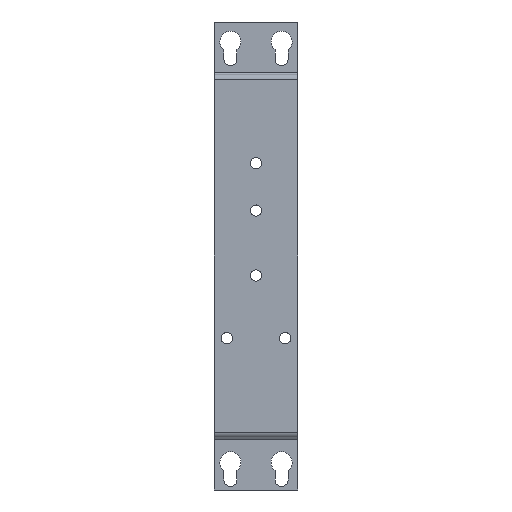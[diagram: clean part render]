
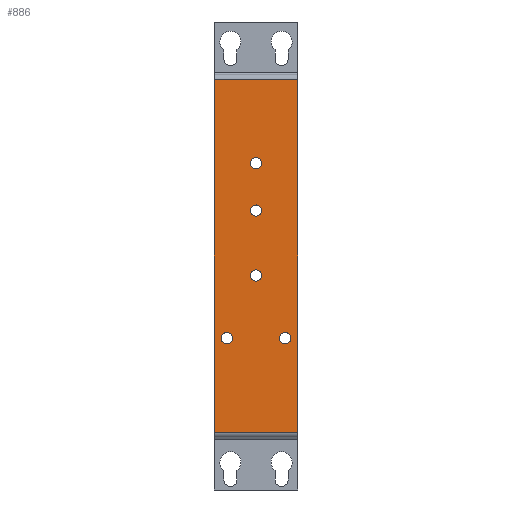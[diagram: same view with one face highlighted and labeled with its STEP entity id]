
A CAD part, front view. The second image highlights one B-rep face of the part: STEP entity #886.
In plain terms, the highlighted planar face has unit normal (0, -1, 0).
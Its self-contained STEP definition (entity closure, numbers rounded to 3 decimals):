
#13 = CARTESIAN_POINT ( 'NONE',  ( 0., 0., 28.605 ) ) ;
#36 = DIRECTION ( 'NONE',  ( 0., 0., 1. ) ) ;
#55 = DIRECTION ( 'NONE',  ( 0., -1., 0. ) ) ;
#62 = ORIENTED_EDGE ( 'NONE', *, *, #379, .F. ) ;
#81 = CARTESIAN_POINT ( 'NONE',  ( 0., 0., 12.245 ) ) ;
#103 = DIRECTION ( 'NONE',  ( 0., -1., 0. ) ) ;
#117 = DIRECTION ( 'NONE',  ( 0., -1., 0. ) ) ;
#139 = DIRECTION ( 'NONE',  ( 0., -1., 0. ) ) ;
#142 = EDGE_LOOP ( 'NONE', ( #1236, #678 ) ) ;
#162 = ORIENTED_EDGE ( 'NONE', *, *, #1217, .F. ) ;
#203 = DIRECTION ( 'NONE',  ( 0., 0., 1. ) ) ;
#224 = DIRECTION ( 'NONE',  ( 0., -1., 0. ) ) ;
#238 = DIRECTION ( 'NONE',  ( 0., 0., 1. ) ) ;
#246 = CARTESIAN_POINT ( 'NONE',  ( -9., 0., -25.395 ) ) ;
#254 = ORIENTED_EDGE ( 'NONE', *, *, #1689, .F. ) ;
#255 = EDGE_CURVE ( 'NONE', #984, #818, #1870, .T. ) ;
#266 = AXIS2_PLACEMENT_3D ( 'NONE', #303, #103, #2116 ) ;
#273 = VECTOR ( 'NONE', #203, 1000. ) ;
#279 = CARTESIAN_POINT ( 'NONE',  ( 12.9, 0., 54.415 ) ) ;
#294 = CARTESIAN_POINT ( 'NONE',  ( -12.9, 0., -54.415 ) ) ;
#303 = CARTESIAN_POINT ( 'NONE',  ( 0., 0., -6.005 ) ) ;
#320 = CARTESIAN_POINT ( 'NONE',  ( 0., 0., 13.995 ) ) ;
#331 = CIRCLE ( 'NONE', #266, 1.75 ) ;
#370 = DIRECTION ( 'NONE',  ( 0., 0., 1. ) ) ;
#379 = EDGE_CURVE ( 'NONE', #656, #1525, #1024, .T. ) ;
#401 = ORIENTED_EDGE ( 'NONE', *, *, #1073, .F. ) ;
#419 = CARTESIAN_POINT ( 'NONE',  ( 0., 0., 15.745 ) ) ;
#430 = CARTESIAN_POINT ( 'NONE',  ( 9., 0., -25.395 ) ) ;
#433 = CARTESIAN_POINT ( 'NONE',  ( 0., 0., -4.255 ) ) ;
#440 = CARTESIAN_POINT ( 'NONE',  ( -12.9, 0., 0. ) ) ;
#455 = EDGE_CURVE ( 'NONE', #663, #1646, #1165, .T. ) ;
#456 = DIRECTION ( 'NONE',  ( -1., 0., 0. ) ) ;
#474 = DIRECTION ( 'NONE',  ( 0., -1., 0. ) ) ;
#483 = DIRECTION ( 'NONE',  ( 0., 0., 1. ) ) ;
#525 = VECTOR ( 'NONE', #456, 1000. ) ;
#567 = DIRECTION ( 'NONE',  ( 1., 0., 0. ) ) ;
#584 = CARTESIAN_POINT ( 'NONE',  ( 0., 0., -6.005 ) ) ;
#594 = CARTESIAN_POINT ( 'NONE',  ( 9., 0., -23.645 ) ) ;
#606 = CARTESIAN_POINT ( 'NONE',  ( 12.9, 0., 0. ) ) ;
#649 = VECTOR ( 'NONE', #370, 1000. ) ;
#651 = CARTESIAN_POINT ( 'NONE',  ( 0., 0., -7.755 ) ) ;
#656 = VERTEX_POINT ( 'NONE', #664 ) ;
#663 = VERTEX_POINT ( 'NONE', #433 ) ;
#664 = CARTESIAN_POINT ( 'NONE',  ( -12.9, 0., 54.415 ) ) ;
#668 = LINE ( 'NONE', #440, #273 ) ;
#678 = ORIENTED_EDGE ( 'NONE', *, *, #1096, .F. ) ;
#680 = CIRCLE ( 'NONE', #716, 1.75 ) ;
#682 = CARTESIAN_POINT ( 'NONE',  ( 0., 0., -54.415 ) ) ;
#692 = ORIENTED_EDGE ( 'NONE', *, *, #1093, .F. ) ;
#709 = DIRECTION ( 'NONE',  ( 0., -1., 0. ) ) ;
#716 = AXIS2_PLACEMENT_3D ( 'NONE', #13, #2007, #1763 ) ;
#767 = CIRCLE ( 'NONE', #1195, 1.75 ) ;
#773 = CIRCLE ( 'NONE', #838, 1.75 ) ;
#798 = CARTESIAN_POINT ( 'NONE',  ( 0., 0., 54.415 ) ) ;
#818 = VERTEX_POINT ( 'NONE', #81 ) ;
#833 = CIRCLE ( 'NONE', #1221, 1.75 ) ;
#838 = AXIS2_PLACEMENT_3D ( 'NONE', #1776, #1538, #1307 ) ;
#839 = LINE ( 'NONE', #606, #649 ) ;
#886 = ADVANCED_FACE ( 'NONE', ( #1439, #1413, #1401, #1398, #1395, #1385 ), #1620, .F. ) ;
#917 = LINE ( 'NONE', #682, #525 ) ;
#919 = DIRECTION ( 'NONE',  ( 0., 0., 1. ) ) ;
#936 = CARTESIAN_POINT ( 'NONE',  ( -9., 0., -25.395 ) ) ;
#945 = CARTESIAN_POINT ( 'NONE',  ( 9., 0., -25.395 ) ) ;
#984 = VERTEX_POINT ( 'NONE', #419 ) ;
#1024 = LINE ( 'NONE', #798, #1765 ) ;
#1042 = ORIENTED_EDGE ( 'NONE', *, *, #2182, .F. ) ;
#1064 = EDGE_LOOP ( 'NONE', ( #401, #692 ) ) ;
#1073 = EDGE_CURVE ( 'NONE', #1669, #1233, #833, .T. ) ;
#1077 = EDGE_CURVE ( 'NONE', #2205, #1710, #767, .T. ) ;
#1093 = EDGE_CURVE ( 'NONE', #1233, #1669, #1464, .T. ) ;
#1096 = EDGE_CURVE ( 'NONE', #818, #984, #1822, .T. ) ;
#1105 = AXIS2_PLACEMENT_3D ( 'NONE', #936, #474, #238 ) ;
#1145 = DIRECTION ( 'NONE',  ( 0., 1., 0. ) ) ;
#1165 = CIRCLE ( 'NONE', #1690, 1.75 ) ;
#1169 = VERTEX_POINT ( 'NONE', #294 ) ;
#1173 = ORIENTED_EDGE ( 'NONE', *, *, #1941, .F. ) ;
#1180 = AXIS2_PLACEMENT_3D ( 'NONE', #430, #224, #36 ) ;
#1195 = AXIS2_PLACEMENT_3D ( 'NONE', #246, #55, #2070 ) ;
#1196 = AXIS2_PLACEMENT_3D ( 'NONE', #2044, #1800, #1560 ) ;
#1197 = EDGE_LOOP ( 'NONE', ( #162, #2114 ) ) ;
#1198 = CARTESIAN_POINT ( 'NONE',  ( 0., 0., 30.355 ) ) ;
#1217 = EDGE_CURVE ( 'NONE', #1710, #2205, #1650, .T. ) ;
#1221 = AXIS2_PLACEMENT_3D ( 'NONE', #945, #709, #483 ) ;
#1233 = VERTEX_POINT ( 'NONE', #1341 ) ;
#1236 = ORIENTED_EDGE ( 'NONE', *, *, #255, .F. ) ;
#1244 = ORIENTED_EDGE ( 'NONE', *, *, #455, .F. ) ;
#1307 = DIRECTION ( 'NONE',  ( 0., 0., 1. ) ) ;
#1341 = CARTESIAN_POINT ( 'NONE',  ( 9., 0., -27.145 ) ) ;
#1358 = EDGE_LOOP ( 'NONE', ( #2006, #1554 ) ) ;
#1376 = CARTESIAN_POINT ( 'NONE',  ( -12.9, 0., -54.415 ) ) ;
#1385 = FACE_OUTER_BOUND ( 'NONE', #1495, .T. ) ;
#1395 = FACE_BOUND ( 'NONE', #1358, .T. ) ;
#1398 = FACE_BOUND ( 'NONE', #142, .T. ) ;
#1400 = AXIS2_PLACEMENT_3D ( 'NONE', #1376, #1145, #919 ) ;
#1401 = FACE_BOUND ( 'NONE', #1973, .T. ) ;
#1406 = CARTESIAN_POINT ( 'NONE',  ( -9., 0., -23.645 ) ) ;
#1413 = FACE_BOUND ( 'NONE', #1064, .T. ) ;
#1429 = VERTEX_POINT ( 'NONE', #1843 ) ;
#1439 = FACE_BOUND ( 'NONE', #1197, .T. ) ;
#1464 = CIRCLE ( 'NONE', #1180, 1.75 ) ;
#1495 = EDGE_LOOP ( 'NONE', ( #1173, #1855, #62, #1042 ) ) ;
#1525 = VERTEX_POINT ( 'NONE', #279 ) ;
#1538 = DIRECTION ( 'NONE',  ( 0., -1., 0. ) ) ;
#1554 = ORIENTED_EDGE ( 'NONE', *, *, #1772, .F. ) ;
#1560 = DIRECTION ( 'NONE',  ( 0., 0., 1. ) ) ;
#1572 = CARTESIAN_POINT ( 'NONE',  ( 12.9, 0., -54.415 ) ) ;
#1620 = PLANE ( 'NONE',  #1400 ) ;
#1640 = VERTEX_POINT ( 'NONE', #1572 ) ;
#1646 = VERTEX_POINT ( 'NONE', #651 ) ;
#1650 = CIRCLE ( 'NONE', #1105, 1.75 ) ;
#1669 = VERTEX_POINT ( 'NONE', #594 ) ;
#1689 = EDGE_CURVE ( 'NONE', #1646, #663, #331, .T. ) ;
#1690 = AXIS2_PLACEMENT_3D ( 'NONE', #584, #139, #2155 ) ;
#1710 = VERTEX_POINT ( 'NONE', #1406 ) ;
#1763 = DIRECTION ( 'NONE',  ( 0., 0., 1. ) ) ;
#1765 = VECTOR ( 'NONE', #567, 1000. ) ;
#1772 = EDGE_CURVE ( 'NONE', #1429, #1919, #680, .T. ) ;
#1776 = CARTESIAN_POINT ( 'NONE',  ( 0., 0., 28.605 ) ) ;
#1778 = EDGE_CURVE ( 'NONE', #1640, #1525, #839, .T. ) ;
#1800 = DIRECTION ( 'NONE',  ( 0., -1., 0. ) ) ;
#1822 = CIRCLE ( 'NONE', #1196, 1.75 ) ;
#1843 = CARTESIAN_POINT ( 'NONE',  ( 0., 0., 26.855 ) ) ;
#1846 = EDGE_CURVE ( 'NONE', #1919, #1429, #773, .T. ) ;
#1848 = AXIS2_PLACEMENT_3D ( 'NONE', #320, #117, #2130 ) ;
#1855 = ORIENTED_EDGE ( 'NONE', *, *, #1778, .T. ) ;
#1870 = CIRCLE ( 'NONE', #1848, 1.75 ) ;
#1919 = VERTEX_POINT ( 'NONE', #1198 ) ;
#1941 = EDGE_CURVE ( 'NONE', #1640, #1169, #917, .T. ) ;
#1958 = CARTESIAN_POINT ( 'NONE',  ( -9., 0., -27.145 ) ) ;
#1973 = EDGE_LOOP ( 'NONE', ( #1244, #254 ) ) ;
#2006 = ORIENTED_EDGE ( 'NONE', *, *, #1846, .F. ) ;
#2007 = DIRECTION ( 'NONE',  ( 0., -1., 0. ) ) ;
#2044 = CARTESIAN_POINT ( 'NONE',  ( 0., 0., 13.995 ) ) ;
#2070 = DIRECTION ( 'NONE',  ( 0., 0., 1. ) ) ;
#2114 = ORIENTED_EDGE ( 'NONE', *, *, #1077, .F. ) ;
#2116 = DIRECTION ( 'NONE',  ( 0., 0., 1. ) ) ;
#2130 = DIRECTION ( 'NONE',  ( 0., 0., 1. ) ) ;
#2155 = DIRECTION ( 'NONE',  ( 0., 0., 1. ) ) ;
#2182 = EDGE_CURVE ( 'NONE', #1169, #656, #668, .T. ) ;
#2205 = VERTEX_POINT ( 'NONE', #1958 ) ;
